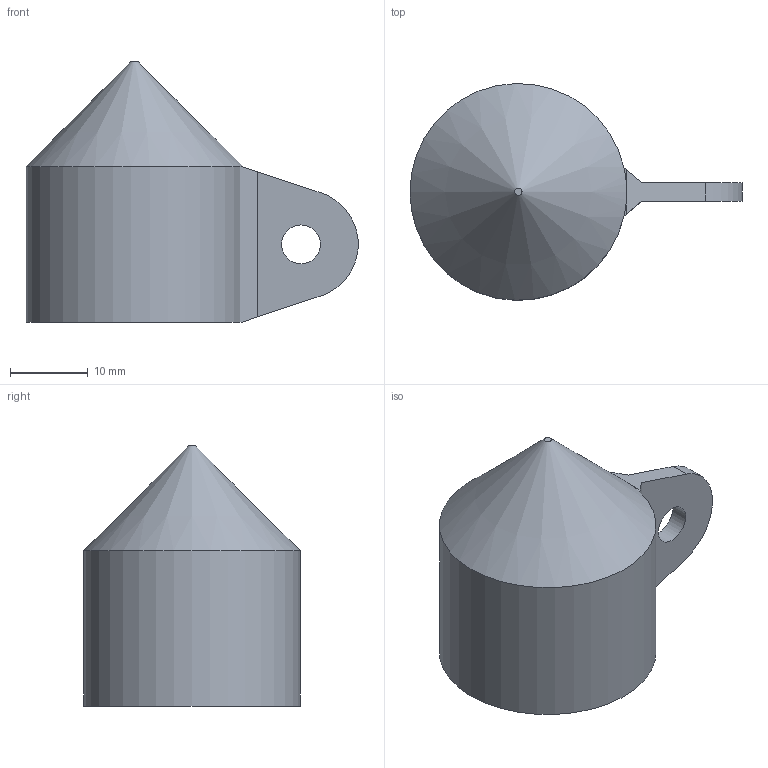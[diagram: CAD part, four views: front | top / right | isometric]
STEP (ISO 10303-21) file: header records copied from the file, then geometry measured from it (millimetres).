
FILE_DESCRIPTION(/* description */ (''),/* implementation_level */ '2;1');
FILE_NAME(/* name */ 'Antennastandend v3.stp',/* time_stamp */ '2023-01-01T15:18:11+01:00',/* author */ (''),/* organization */ (''),/* preprocessor_version */ 'ST-DEVELOPER v19.2',/* originating_system */ 'Autodesk Translation Framework v11.17.0.187',/* authorisation */ '');
FILE_SCHEMA (('AUTOMOTIVE_DESIGN { 1 0 10303 214 3 1 1 }'));
Length unit declared in the file: millimetre
Products named in the file (1): Antenna_stand_end
Bounding box: 42.74 x 27.89 x 33.48 mm (x, y, z)
Volume: 3664.7 mm3; surface area: 5445 mm2
Topology: 1 solids, 1 shells, 17 faces, 38 edges, 24 vertices
Faces by surface type: plane 11, cylinder 4, cone 2
Full cylindrical faces by diameter (mm): 5 x1, 25.1 x1
Entity records: 510 total; most frequent: DIRECTION 87, CARTESIAN_POINT 80, ORIENTED_EDGE 76, EDGE_CURVE 38, AXIS2_PLACEMENT_3D 31, LINE 25, VECTOR 25, VERTEX_POINT 24
